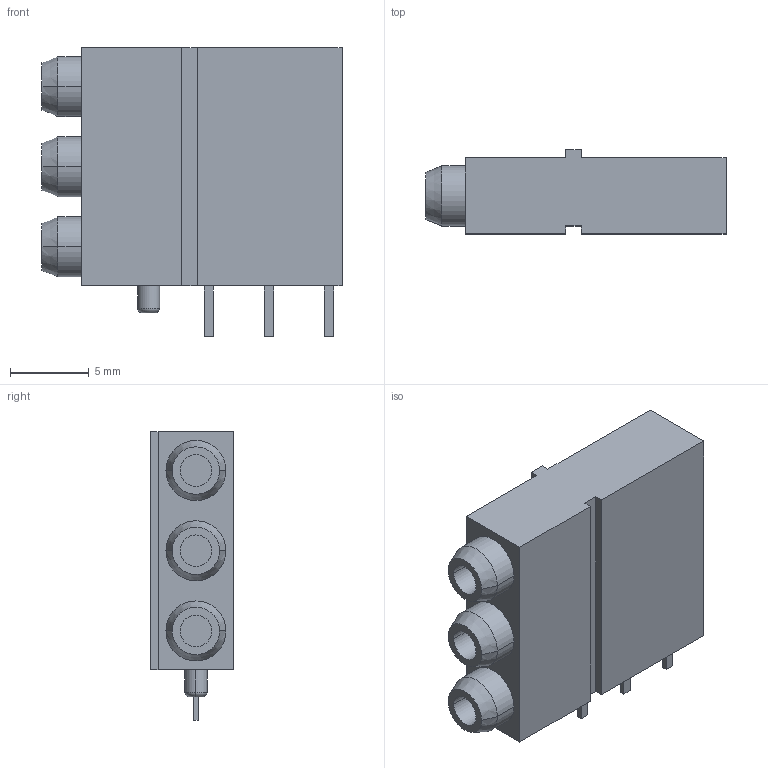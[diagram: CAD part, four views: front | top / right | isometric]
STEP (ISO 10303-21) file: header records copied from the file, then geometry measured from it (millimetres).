
FILE_DESCRIPTION((''),'2;1');
FILE_NAME('MENTOR_2032.2331.stp','2009-02-05T13:26:03',(''),(''),'Mechanical Desktop 2006','Mechanical Desktop 2006',', , ');
FILE_SCHEMA(('AUTOMOTIVE_DESIGN { 1 2 10303 214 0 1 1 1 }'));
Length unit declared in the file: millimetre
Products named in the file (1): MENTOR_2032.2331_3D
Bounding box: 19 x 5.3 x 18.3 mm (x, y, z)
Volume: 1160.8 mm3; surface area: 1220.4 mm2
Topology: 8 solids, 8 shells, 71 faces, 148 edges, 96 vertices
Faces by surface type: plane 43, cylinder 20, cone 6, torus 2
Entity records: 1945 total; most frequent: DIRECTION 342, CARTESIAN_POINT 316, ORIENTED_EDGE 296, EDGE_CURVE 148, AXIS2_PLACEMENT_3D 122, VECTOR 98, LINE 98, VERTEX_POINT 96
